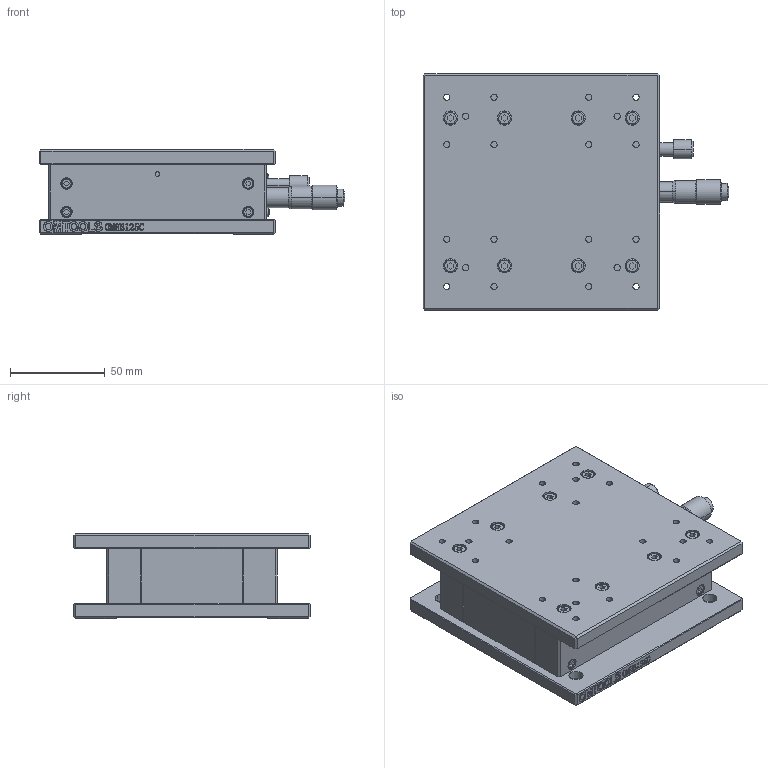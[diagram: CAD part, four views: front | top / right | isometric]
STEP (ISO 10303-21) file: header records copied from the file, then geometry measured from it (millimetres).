
FILE_DESCRIPTION (( 'STEP AP214' ), '1' );
FILE_NAME ('OMHB125C.STEP', '2021-02-20T07:16:35', ( 'User' ), ( 'Microsoft' ), 'SwSTEP 2.0', 'SolidWorks 2018', '' );
FILE_SCHEMA (( 'AUTOMOTIVE_DESIGN' ));
Length unit declared in the file: millimetre
Products named in the file (1): OMHB125C
Bounding box: 161.56 x 125.01 x 44.9 mm (x, y, z)
Volume: 445874.4 mm3; surface area: 122902.8 mm2
Topology: 8 solids, 9 shells, 1634 faces, 4282 edges, 2748 vertices
Faces by surface type: plane 948, cylinder 280, bspline 217, cone 129, torus 38, sphere 22
Entity records: 73439 total; most frequent: CARTESIAN_POINT 16768, ORIENTED_EDGE 8314, DIRECTION 7553, EDGE_CURVE 4157, VERTEX_POINT 2694, AXIS2_PLACEMENT_3D 2615, LINE 2323, VECTOR 2323
